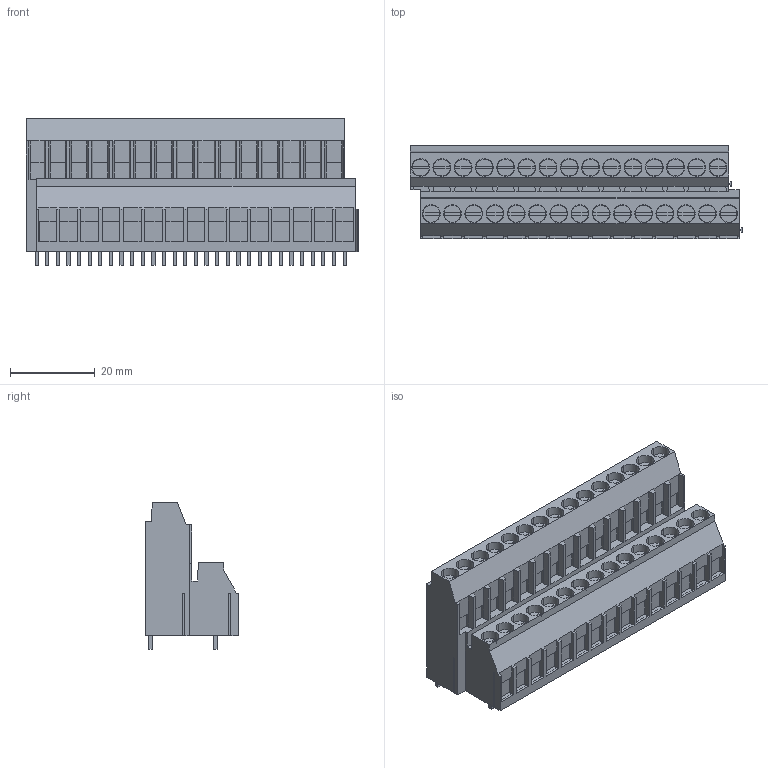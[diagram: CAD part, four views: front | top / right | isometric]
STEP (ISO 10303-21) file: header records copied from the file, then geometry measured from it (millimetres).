
FILE_DESCRIPTION(('CATIA V5 STEP','CAx-IF Rec.Pracs.--- Model Styling and Organization---1.4--- 2014-01-23'),'2;1');
FILE_NAME ('376252-1_0', '2024-03-18T13:07:26+00:00', ('none'), ('Weidmueller'), 'CATIA Version 5-6 Release 2016 SP3 HF44', 'CATIA V5 STEP AP214', 'none');
FILE_SCHEMA(('AUTOMOTIVE_DESIGN { 1 0 10303 214 1 1 1 1 }'));
Length unit declared in the file: millimetre
Products named in the file (1): 1977380000
Bounding box: 78.15 x 21.94 x 34.47 mm (x, y, z)
Volume: 31680.3 mm3; surface area: 15611.2 mm2
Topology: 61 solids, 61 shells, 1666 faces, 4790 edges, 3277 vertices
Faces by surface type: plane 1546, cylinder 120
Entity records: 49774 total; most frequent: ORIENTED_EDGE 9580, CARTESIAN_POINT 9537, DIRECTION 6259, EDGE_CURVE 4790, VECTOR 4243, LINE 4243, VERTEX_POINT 3277, EDGE_LOOP 1697
